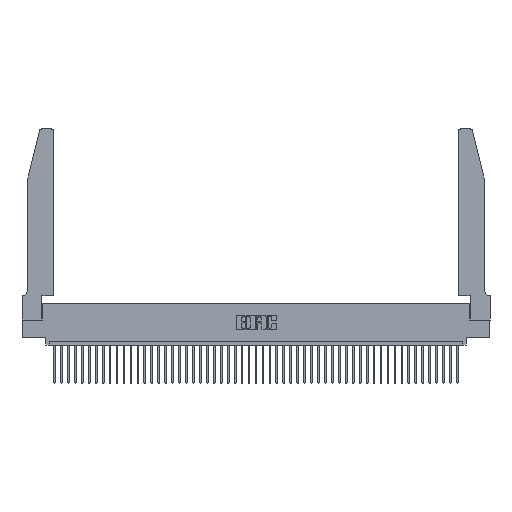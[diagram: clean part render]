
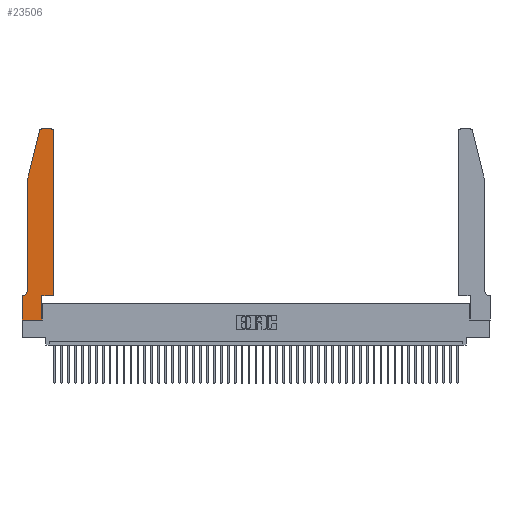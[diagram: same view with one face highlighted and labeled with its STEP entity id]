
A CAD part, top view. The second image highlights one B-rep face of the part: STEP entity #23506.
In plain terms, the highlighted planar face has unit normal (0, 0, 1).
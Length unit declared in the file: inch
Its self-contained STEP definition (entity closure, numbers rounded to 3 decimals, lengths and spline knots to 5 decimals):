
#17 = DIRECTION ( 'NONE',  ( -1., 0., 0. ) ) ;
#118 = EDGE_CURVE ( 'NONE', #14406, #16170, #30548, .T. ) ;
#518 = LINE ( 'NONE', #31259, #40850 ) ;
#548 = EDGE_CURVE ( 'NONE', #13316, #3248, #16972, .T. ) ;
#609 = CARTESIAN_POINT ( 'NONE',  ( 0.0755, 0.42, 0.37 ) ) ;
#737 = EDGE_CURVE ( 'NONE', #40945, #13316, #6176, .T. ) ;
#777 = VERTEX_POINT ( 'NONE', #10309 ) ;
#1012 = CARTESIAN_POINT ( 'NONE',  ( 0.2605, 2.75, 0.37 ) ) ;
#1859 = CARTESIAN_POINT ( 'NONE',  ( 0.2865, 0., 0.37 ) ) ;
#2069 = FACE_OUTER_BOUND ( 'NONE', #22702, .T. ) ;
#2828 = ORIENTED_EDGE ( 'NONE', *, *, #548, .T. ) ;
#3248 = VERTEX_POINT ( 'NONE', #26402 ) ;
#3310 = VECTOR ( 'NONE', #40531, 39.37008 ) ;
#3489 = CARTESIAN_POINT ( 'NONE',  ( 0.4205, 2.75, 0.37 ) ) ;
#3579 = DIRECTION ( 'NONE',  ( 1., 0., 0. ) ) ;
#3890 = ORIENTED_EDGE ( 'NONE', *, *, #118, .T. ) ;
#4372 = AXIS2_PLACEMENT_3D ( 'NONE', #41149, #8629, #27027 ) ;
#4635 = AXIS2_PLACEMENT_3D ( 'NONE', #40674, #32491, #10762 ) ;
#6176 = CIRCLE ( 'NONE', #4635, 0.03 ) ;
#6220 = CARTESIAN_POINT ( 'NONE',  ( 0., 0., 0.37 ) ) ;
#8629 = DIRECTION ( 'NONE',  ( 0., 0., 1. ) ) ;
#9116 = EDGE_CURVE ( 'NONE', #16170, #17650, #518, .T. ) ;
#10080 = VERTEX_POINT ( 'NONE', #609 ) ;
#10309 = CARTESIAN_POINT ( 'NONE',  ( 0.0055, 0.35, 0.37 ) ) ;
#10711 = LINE ( 'NONE', #16555, #13545 ) ;
#10762 = DIRECTION ( 'NONE',  ( 1., 0., 0. ) ) ;
#13316 = VERTEX_POINT ( 'NONE', #36261 ) ;
#13545 = VECTOR ( 'NONE', #34516, 39.37008 ) ;
#13858 = ORIENTED_EDGE ( 'NONE', *, *, #737, .T. ) ;
#14080 = LINE ( 'NONE', #46061, #14599 ) ;
#14406 = VERTEX_POINT ( 'NONE', #21385 ) ;
#14552 = LINE ( 'NONE', #46826, #32673 ) ;
#14599 = VECTOR ( 'NONE', #17084, 39.37008 ) ;
#15179 = DIRECTION ( 'NONE',  ( -1., 0., 0. ) ) ;
#16009 = DIRECTION ( 'NONE',  ( 0., 0., -1. ) ) ;
#16170 = VERTEX_POINT ( 'NONE', #32883 ) ;
#16201 = CARTESIAN_POINT ( 'NONE',  ( 0.284, 2.75, 0.37 ) ) ;
#16299 = DIRECTION ( 'NONE',  ( -0.239, -0.971, 0. ) ) ;
#16555 = CARTESIAN_POINT ( 'NONE',  ( 0., 0., 0.37 ) ) ;
#16972 = LINE ( 'NONE', #41355, #26591 ) ;
#17084 = DIRECTION ( 'NONE',  ( 0., -1., 0. ) ) ;
#17650 = VERTEX_POINT ( 'NONE', #42744 ) ;
#17702 = CARTESIAN_POINT ( 'NONE',  ( 0.0755, 0.35, 0.37 ) ) ;
#18105 = CIRCLE ( 'NONE', #44036, 0.07 ) ;
#18895 = VERTEX_POINT ( 'NONE', #6220 ) ;
#20012 = CARTESIAN_POINT ( 'NONE',  ( 0., 0.35, 0.37 ) ) ;
#20163 = DIRECTION ( 'NONE',  ( 0., 1., 0. ) ) ;
#20451 = ORIENTED_EDGE ( 'NONE', *, *, #24961, .T. ) ;
#21268 = VERTEX_POINT ( 'NONE', #20012 ) ;
#21385 = CARTESIAN_POINT ( 'NONE',  ( 0.2865, 0.35, 0.37 ) ) ;
#22021 = ORIENTED_EDGE ( 'NONE', *, *, #44100, .T. ) ;
#22702 = EDGE_LOOP ( 'NONE', ( #22021, #13858, #2828, #44280, #28549, #45945, #46031, #20451, #45338, #3890, #44122, #25838 ) ) ;
#22813 = EDGE_CURVE ( 'NONE', #3248, #10080, #42460, .T. ) ;
#23293 = CARTESIAN_POINT ( 'NONE',  ( 0.0755, 2., 0.37 ) ) ;
#23506 = ADVANCED_FACE ( 'NONE', ( #2069 ), #45111, .T. ) ;
#24961 = EDGE_CURVE ( 'NONE', #18895, #46719, #10711, .T. ) ;
#25166 = EDGE_CURVE ( 'NONE', #17650, #45173, #35055, .T. ) ;
#25348 = DIRECTION ( 'NONE',  ( 0., 0., 1. ) ) ;
#25725 = EDGE_CURVE ( 'NONE', #777, #21268, #42993, .T. ) ;
#25788 = CARTESIAN_POINT ( 'NONE',  ( 0.4205, 2.72, 0.37 ) ) ;
#25838 = ORIENTED_EDGE ( 'NONE', *, *, #25166, .T. ) ;
#26402 = CARTESIAN_POINT ( 'NONE',  ( 0.0755, 2., 0.37 ) ) ;
#26591 = VECTOR ( 'NONE', #16299, 39.37008 ) ;
#26970 = LINE ( 'NONE', #1012, #32091 ) ;
#27027 = DIRECTION ( 'NONE',  ( 1., 0., 0. ) ) ;
#28549 = ORIENTED_EDGE ( 'NONE', *, *, #34958, .T. ) ;
#30264 = CARTESIAN_POINT ( 'NONE',  ( 0.0055, 0.42, 0.37 ) ) ;
#30518 = VECTOR ( 'NONE', #37708, 39.37008 ) ;
#30548 = LINE ( 'NONE', #41014, #3310 ) ;
#31222 = EDGE_CURVE ( 'NONE', #46719, #14406, #14552, .T. ) ;
#31259 = CARTESIAN_POINT ( 'NONE',  ( 0.4505, 0.35, 0.37 ) ) ;
#32091 = VECTOR ( 'NONE', #15179, 39.37008 ) ;
#32491 = DIRECTION ( 'NONE',  ( 0., 0., 1. ) ) ;
#32673 = VECTOR ( 'NONE', #39557, 39.37008 ) ;
#32883 = CARTESIAN_POINT ( 'NONE',  ( 0.4505, 0.35, 0.37 ) ) ;
#34516 = DIRECTION ( 'NONE',  ( 1., 0., 0. ) ) ;
#34841 = AXIS2_PLACEMENT_3D ( 'NONE', #25788, #25348, #3579 ) ;
#34958 = EDGE_CURVE ( 'NONE', #10080, #777, #18105, .T. ) ;
#35055 = CIRCLE ( 'NONE', #34841, 0.03 ) ;
#35885 = EDGE_CURVE ( 'NONE', #21268, #18895, #14080, .T. ) ;
#36261 = CARTESIAN_POINT ( 'NONE',  ( 0.25487, 2.72718, 0.37 ) ) ;
#37708 = DIRECTION ( 'NONE',  ( 0., -1., 0. ) ) ;
#39557 = DIRECTION ( 'NONE',  ( 0., 1., 0. ) ) ;
#40145 = VECTOR ( 'NONE', #17, 39.37008 ) ;
#40531 = DIRECTION ( 'NONE',  ( 1., 0., 0. ) ) ;
#40674 = CARTESIAN_POINT ( 'NONE',  ( 0.284, 2.72, 0.37 ) ) ;
#40850 = VECTOR ( 'NONE', #20163, 39.37008 ) ;
#40945 = VERTEX_POINT ( 'NONE', #16201 ) ;
#41014 = CARTESIAN_POINT ( 'NONE',  ( 0.4505, 0.35, 0.37 ) ) ;
#41149 = CARTESIAN_POINT ( 'NONE',  ( 0., 0.35, 0.37 ) ) ;
#41228 = DIRECTION ( 'NONE',  ( -1., 0., 0. ) ) ;
#41355 = CARTESIAN_POINT ( 'NONE',  ( 0.0755, 2., 0.37 ) ) ;
#42460 = LINE ( 'NONE', #23293, #30518 ) ;
#42744 = CARTESIAN_POINT ( 'NONE',  ( 0.4505, 2.72, 0.37 ) ) ;
#42993 = LINE ( 'NONE', #17702, #40145 ) ;
#44036 = AXIS2_PLACEMENT_3D ( 'NONE', #30264, #16009, #41228 ) ;
#44100 = EDGE_CURVE ( 'NONE', #45173, #40945, #26970, .T. ) ;
#44122 = ORIENTED_EDGE ( 'NONE', *, *, #9116, .T. ) ;
#44280 = ORIENTED_EDGE ( 'NONE', *, *, #22813, .T. ) ;
#45111 = PLANE ( 'NONE',  #4372 ) ;
#45173 = VERTEX_POINT ( 'NONE', #3489 ) ;
#45338 = ORIENTED_EDGE ( 'NONE', *, *, #31222, .T. ) ;
#45945 = ORIENTED_EDGE ( 'NONE', *, *, #25725, .T. ) ;
#46031 = ORIENTED_EDGE ( 'NONE', *, *, #35885, .T. ) ;
#46061 = CARTESIAN_POINT ( 'NONE',  ( 0., 0., 0.37 ) ) ;
#46719 = VERTEX_POINT ( 'NONE', #1859 ) ;
#46826 = CARTESIAN_POINT ( 'NONE',  ( 0.2865, 0.35, 0.37 ) ) ;
